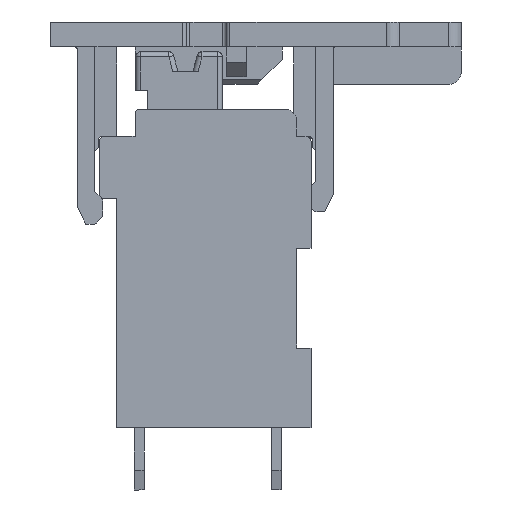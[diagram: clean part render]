
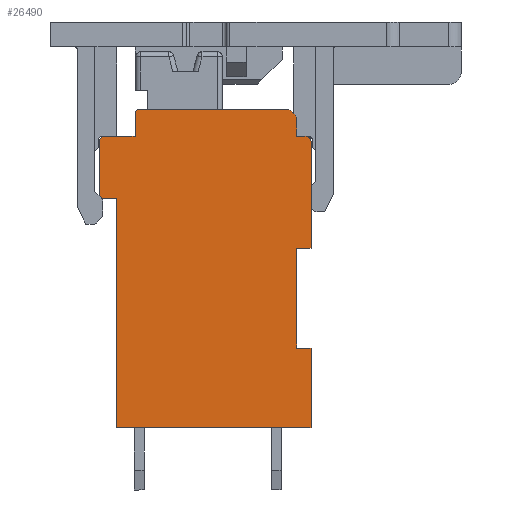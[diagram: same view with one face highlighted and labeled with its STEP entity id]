
A CAD part, left-side view. The second image highlights one B-rep face of the part: STEP entity #26490.
In plain terms, the highlighted planar face has unit normal (-1, 0, 0).
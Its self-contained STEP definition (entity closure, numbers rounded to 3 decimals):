
#604=PLANE('',#28082);
#1505=CIRCLE('',#28024,0.5);
#1507=CIRCLE('',#28028,0.2);
#1545=CIRCLE('',#28083,0.2);
#1546=CIRCLE('',#28084,0.2);
#1547=CIRCLE('',#28085,0.2);
#4020=ORIENTED_EDGE('',*,*,#11450,.F.);
#4021=ORIENTED_EDGE('',*,*,#11328,.T.);
#4022=ORIENTED_EDGE('',*,*,#11323,.F.);
#4023=ORIENTED_EDGE('',*,*,#11335,.T.);
#4024=ORIENTED_EDGE('',*,*,#11333,.F.);
#4025=ORIENTED_EDGE('',*,*,#11379,.F.);
#4026=ORIENTED_EDGE('',*,*,#11550,.T.);
#4027=ORIENTED_EDGE('',*,*,#11371,.F.);
#4028=ORIENTED_EDGE('',*,*,#11551,.T.);
#4029=ORIENTED_EDGE('',*,*,#11368,.F.);
#4030=ORIENTED_EDGE('',*,*,#10075,.F.);
#4031=ORIENTED_EDGE('',*,*,#11353,.F.);
#4032=ORIENTED_EDGE('',*,*,#11361,.F.);
#4033=ORIENTED_EDGE('',*,*,#11367,.F.);
#4034=ORIENTED_EDGE('',*,*,#11503,.F.);
#4035=ORIENTED_EDGE('',*,*,#11363,.F.);
#4036=ORIENTED_EDGE('',*,*,#10094,.F.);
#4037=ORIENTED_EDGE('',*,*,#11552,.T.);
#4038=ORIENTED_EDGE('',*,*,#11451,.F.);
#10075=EDGE_CURVE('',#14028,#14029,#16560,.T.);
#10094=EDGE_CURVE('',#14040,#14041,#16579,.T.);
#11323=EDGE_CURVE('',#15079,#15080,#17726,.T.);
#11328=EDGE_CURVE('',#15084,#15080,#1505,.F.);
#11333=EDGE_CURVE('',#15088,#15085,#17733,.T.);
#11335=EDGE_CURVE('',#15079,#15085,#1507,.F.);
#11353=EDGE_CURVE('',#15102,#14028,#17751,.T.);
#11361=EDGE_CURVE('',#15107,#15102,#17759,.T.);
#11363=EDGE_CURVE('',#14041,#15109,#17761,.T.);
#11367=EDGE_CURVE('',#15111,#15107,#17765,.T.);
#11368=EDGE_CURVE('',#14029,#15112,#17766,.T.);
#11371=EDGE_CURVE('',#15113,#15114,#17769,.T.);
#11379=EDGE_CURVE('',#15117,#15088,#17774,.T.);
#11450=EDGE_CURVE('',#15084,#15153,#17811,.T.);
#11451=EDGE_CURVE('',#15153,#15154,#17812,.T.);
#11503=EDGE_CURVE('',#15109,#15111,#17864,.T.);
#11550=EDGE_CURVE('',#15117,#15114,#1545,.F.);
#11551=EDGE_CURVE('',#15113,#15112,#1546,.F.);
#11552=EDGE_CURVE('',#14040,#15154,#1547,.F.);
#14028=VERTEX_POINT('',#37315);
#14029=VERTEX_POINT('',#37317);
#14040=VERTEX_POINT('',#37350);
#14041=VERTEX_POINT('',#37352);
#15079=VERTEX_POINT('',#39910);
#15080=VERTEX_POINT('',#39912);
#15084=VERTEX_POINT('',#39926);
#15085=VERTEX_POINT('',#39930);
#15088=VERTEX_POINT('',#39935);
#15102=VERTEX_POINT('',#39975);
#15107=VERTEX_POINT('',#39991);
#15109=VERTEX_POINT('',#39997);
#15111=VERTEX_POINT('',#40003);
#15112=VERTEX_POINT('',#40007);
#15113=VERTEX_POINT('',#40011);
#15114=VERTEX_POINT('',#40013);
#15117=VERTEX_POINT('',#40024);
#15153=VERTEX_POINT('',#40131);
#15154=VERTEX_POINT('',#40136);
#16560=LINE('',#37316,#19914);
#16579=LINE('',#37351,#19933);
#17726=LINE('',#39911,#21080);
#17733=LINE('',#39936,#21087);
#17751=LINE('',#39976,#21105);
#17759=LINE('',#39992,#21113);
#17761=LINE('',#39996,#21115);
#17765=LINE('',#40004,#21119);
#17766=LINE('',#40006,#21120);
#17769=LINE('',#40012,#21123);
#17774=LINE('',#40025,#21128);
#17811=LINE('',#40133,#21165);
#17812=LINE('',#40135,#21166);
#17864=LINE('',#40215,#21218);
#19914=VECTOR('',#29903,1000.);
#19933=VECTOR('',#29930,1000.);
#21080=VECTOR('',#31645,1000.);
#21087=VECTOR('',#31660,1000.);
#21105=VECTOR('',#31694,1000.);
#21113=VECTOR('',#31708,1000.);
#21115=VECTOR('',#31712,1000.);
#21119=VECTOR('',#31718,1000.);
#21120=VECTOR('',#31721,1000.);
#21123=VECTOR('',#31726,1000.);
#21128=VECTOR('',#31739,1000.);
#21165=VECTOR('',#31846,1000.);
#21166=VECTOR('',#31849,1000.);
#21218=VECTOR('',#31903,1000.);
#23371=EDGE_LOOP('',(#4020,#4021,#4022,#4023,#4024,#4025,#4026,#4027,#4028,
#4029,#4030,#4031,#4032,#4033,#4034,#4035,#4036,#4037,#4038));
#24803=FACE_BOUND('',#23371,.T.);
#26490=ADVANCED_FACE('',(#24803),#604,.F.);
#28024=AXIS2_PLACEMENT_3D('',#39925,#31652,#31653);
#28028=AXIS2_PLACEMENT_3D('',#39939,#31665,#31666);
#28082=AXIS2_PLACEMENT_3D('',#40284,#31950,#31951);
#28083=AXIS2_PLACEMENT_3D('',#40285,#31952,#31953);
#28084=AXIS2_PLACEMENT_3D('',#40286,#31954,#31955);
#28085=AXIS2_PLACEMENT_3D('',#40287,#31956,#31957);
#29903=DIRECTION('',(0.,0.,1.));
#29930=DIRECTION('',(0.,0.,-1.));
#31645=DIRECTION('',(0.,-1.,0.));
#31652=DIRECTION('',(1.,0.,0.));
#31653=DIRECTION('',(0.,0.,-1.));
#31660=DIRECTION('',(0.,0.,1.));
#31665=DIRECTION('',(1.,0.,0.));
#31666=DIRECTION('',(0.,0.,-1.));
#31694=DIRECTION('',(0.,1.,0.));
#31708=DIRECTION('',(0.,0.,-1.));
#31712=DIRECTION('',(0.,1.,0.));
#31718=DIRECTION('',(0.,-1.,0.));
#31721=DIRECTION('',(0.,1.,0.));
#31726=DIRECTION('',(0.,0.,1.));
#31739=DIRECTION('',(0.,-1.,0.));
#31846=DIRECTION('',(0.,0.,-1.));
#31849=DIRECTION('',(0.,-1.,0.));
#31903=DIRECTION('',(0.,0.,-1.));
#31950=DIRECTION('',(1.,0.,0.));
#31951=DIRECTION('',(0.,0.,-1.));
#31952=DIRECTION('',(1.,0.,0.));
#31953=DIRECTION('',(0.,0.,-1.));
#31954=DIRECTION('',(1.,0.,0.));
#31955=DIRECTION('',(0.,0.,-1.));
#31956=DIRECTION('',(1.,0.,0.));
#31957=DIRECTION('',(0.,0.,-1.));
#37315=CARTESIAN_POINT('',(-21.35,3.98,-5.2));
#37316=CARTESIAN_POINT('',(-21.35,3.98,4.));
#37317=CARTESIAN_POINT('',(-21.35,3.98,4.));
#37350=CARTESIAN_POINT('',(-21.35,-3.82,6.3));
#37351=CARTESIAN_POINT('',(-21.35,-3.82,6.5));
#37352=CARTESIAN_POINT('',(-21.35,-3.82,2.));
#39910=CARTESIAN_POINT('',(-21.35,3.05,7.6));
#39911=CARTESIAN_POINT('',(-21.35,3.25,7.6));
#39912=CARTESIAN_POINT('',(-21.35,-2.75,7.6));
#39925=CARTESIAN_POINT('',(-21.35,-2.75,7.1));
#39926=CARTESIAN_POINT('',(-21.35,-3.25,7.1));
#39930=CARTESIAN_POINT('',(-21.35,3.25,7.4));
#39935=CARTESIAN_POINT('',(-21.35,3.25,6.5));
#39936=CARTESIAN_POINT('',(-21.35,3.25,7.6));
#39939=CARTESIAN_POINT('',(-21.35,3.05,7.4));
#39975=CARTESIAN_POINT('',(-21.35,-3.82,-5.2));
#39976=CARTESIAN_POINT('',(-21.35,-3.82,-5.2));
#39991=CARTESIAN_POINT('',(-21.35,-3.82,-2.));
#39992=CARTESIAN_POINT('',(-21.35,-3.82,-2.));
#39996=CARTESIAN_POINT('',(-21.35,-3.82,2.));
#39997=CARTESIAN_POINT('',(-21.35,-3.25,2.));
#40003=CARTESIAN_POINT('',(-21.35,-3.25,-2.));
#40004=CARTESIAN_POINT('',(-21.35,-3.25,-2.));
#40006=CARTESIAN_POINT('',(-21.35,4.68,4.));
#40007=CARTESIAN_POINT('',(-21.35,4.48,4.));
#40011=CARTESIAN_POINT('',(-21.35,4.68,4.2));
#40012=CARTESIAN_POINT('',(-21.35,4.68,4.));
#40013=CARTESIAN_POINT('',(-21.35,4.68,6.3));
#40024=CARTESIAN_POINT('',(-21.35,4.48,6.5));
#40025=CARTESIAN_POINT('',(-21.35,3.25,6.5));
#40131=CARTESIAN_POINT('',(-21.35,-3.25,6.5));
#40133=CARTESIAN_POINT('',(-21.35,-3.25,6.5));
#40135=CARTESIAN_POINT('',(-21.35,-3.82,6.5));
#40136=CARTESIAN_POINT('',(-21.35,-3.62,6.5));
#40215=CARTESIAN_POINT('',(-21.35,-3.25,2.));
#40284=CARTESIAN_POINT('',(-21.35,0.,0.));
#40285=CARTESIAN_POINT('',(-21.35,4.48,6.3));
#40286=CARTESIAN_POINT('',(-21.35,4.48,4.2));
#40287=CARTESIAN_POINT('',(-21.35,-3.62,6.3));
